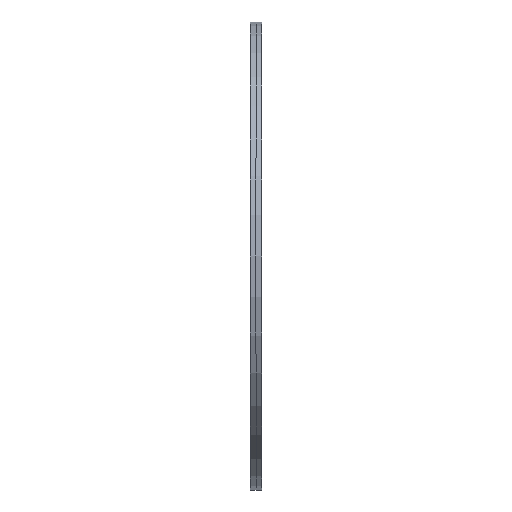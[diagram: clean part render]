
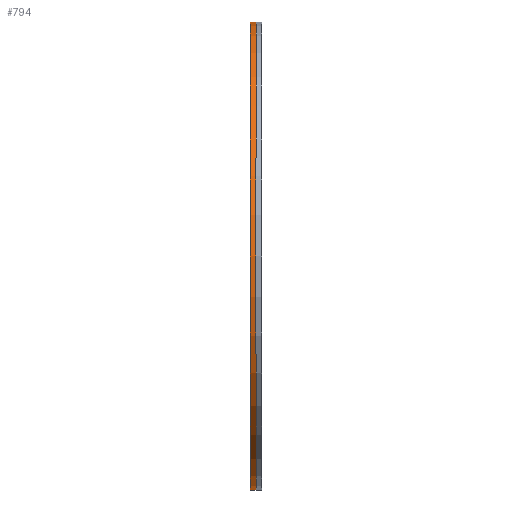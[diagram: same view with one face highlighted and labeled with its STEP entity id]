
A CAD part, left-side view. The second image highlights one B-rep face of the part: STEP entity #794.
In plain terms, the highlighted cylindrical face has radius 40 mm (diameter 80 mm), a partial arc.
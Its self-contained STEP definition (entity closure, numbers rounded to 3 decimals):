
#25 = CARTESIAN_POINT ( 'NONE',  ( 0., 0., 0. ) ) ;
#33 = DIRECTION ( 'NONE',  ( 0., -1., 0. ) ) ;
#67 = CYLINDRICAL_SURFACE ( 'NONE', #1230, 40. ) ;
#100 = VERTEX_POINT ( 'NONE', #848 ) ;
#130 = EDGE_LOOP ( 'NONE', ( #621, #570, #131, #329 ) ) ;
#131 = ORIENTED_EDGE ( 'NONE', *, *, #244, .T. ) ;
#213 = LINE ( 'NONE', #299, #535 ) ;
#228 = DIRECTION ( 'NONE',  ( 0., 0., -1. ) ) ;
#244 = EDGE_CURVE ( 'NONE', #674, #561, #659, .T. ) ;
#245 = EDGE_CURVE ( 'NONE', #561, #859, #1012, .T. ) ;
#299 = CARTESIAN_POINT ( 'NONE',  ( 0., 0., 40. ) ) ;
#306 = CARTESIAN_POINT ( 'NONE',  ( 0., 0., -40. ) ) ;
#329 = ORIENTED_EDGE ( 'NONE', *, *, #245, .T. ) ;
#333 = DIRECTION ( 'NONE',  ( 0., 1., 0. ) ) ;
#366 = CARTESIAN_POINT ( 'NONE',  ( 0., 1., -40. ) ) ;
#398 = CARTESIAN_POINT ( 'NONE',  ( 0., 2., -40. ) ) ;
#513 = AXIS2_PLACEMENT_3D ( 'NONE', #740, #1184, #643 ) ;
#535 = VECTOR ( 'NONE', #868, 1000. ) ;
#561 = VERTEX_POINT ( 'NONE', #366 ) ;
#570 = ORIENTED_EDGE ( 'NONE', *, *, #702, .T. ) ;
#621 = ORIENTED_EDGE ( 'NONE', *, *, #721, .F. ) ;
#643 = DIRECTION ( 'NONE',  ( 0., 0., -1. ) ) ;
#659 = LINE ( 'NONE', #306, #959 ) ;
#674 = VERTEX_POINT ( 'NONE', #398 ) ;
#702 = EDGE_CURVE ( 'NONE', #100, #674, #867, .T. ) ;
#721 = EDGE_CURVE ( 'NONE', #100, #859, #213, .T. ) ;
#740 = CARTESIAN_POINT ( 'NONE',  ( 0., 2., 0. ) ) ;
#794 = ADVANCED_FACE ( 'NONE', ( #1225 ), #67, .T. ) ;
#848 = CARTESIAN_POINT ( 'NONE',  ( 0., 2., 40. ) ) ;
#859 = VERTEX_POINT ( 'NONE', #1232 ) ;
#867 = CIRCLE ( 'NONE', #513, 40. ) ;
#868 = DIRECTION ( 'NONE',  ( 0., -1., 0. ) ) ;
#955 = AXIS2_PLACEMENT_3D ( 'NONE', #1213, #333, #1219 ) ;
#959 = VECTOR ( 'NONE', #1329, 1000. ) ;
#1012 = CIRCLE ( 'NONE', #955, 40. ) ;
#1184 = DIRECTION ( 'NONE',  ( 0., -1., 0. ) ) ;
#1213 = CARTESIAN_POINT ( 'NONE',  ( 0., 1., 0. ) ) ;
#1219 = DIRECTION ( 'NONE',  ( 0., 0., 1. ) ) ;
#1225 = FACE_OUTER_BOUND ( 'NONE', #130, .T. ) ;
#1230 = AXIS2_PLACEMENT_3D ( 'NONE', #25, #33, #228 ) ;
#1232 = CARTESIAN_POINT ( 'NONE',  ( 0., 1., 40. ) ) ;
#1329 = DIRECTION ( 'NONE',  ( 0., -1., 0. ) ) ;
